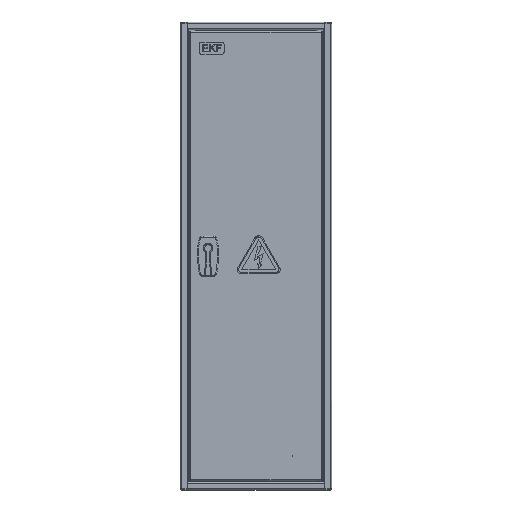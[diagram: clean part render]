
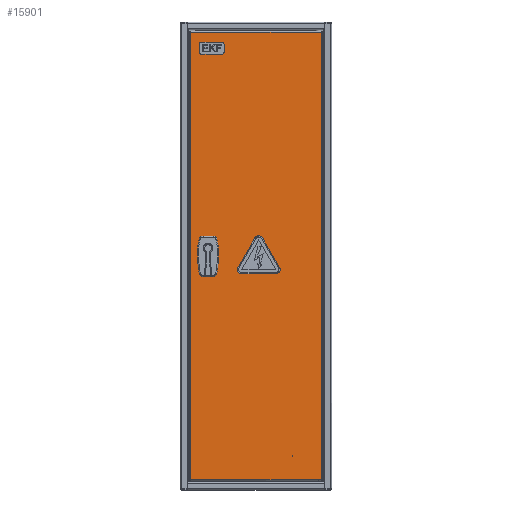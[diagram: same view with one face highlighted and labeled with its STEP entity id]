
A CAD part, top view. The second image highlights one B-rep face of the part: STEP entity #15901.
In plain terms, the highlighted planar face has unit normal (0, 0, 1).
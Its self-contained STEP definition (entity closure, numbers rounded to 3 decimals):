
#2796 = CARTESIAN_POINT ( 'NONE',  ( -216.339, -466.527, -155.572 ) ) ;
#3491 = EDGE_CURVE ( 'NONE', #74813, #53809, #43703, .T. ) ;
#5986 = CARTESIAN_POINT ( 'NONE',  ( 48.961, -467.273, -155.572 ) ) ;
#7392 = DIRECTION ( 'NONE',  ( 0., 1., 0. ) ) ;
#7400 = LINE ( 'NONE', #79241, #33354 ) ;
#8367 = CARTESIAN_POINT ( 'NONE',  ( -216.339, 442.273, -155.572 ) ) ;
#8664 = CARTESIAN_POINT ( 'NONE',  ( -83.689, -12.127, -155.572 ) ) ;
#11092 = DIRECTION ( 'NONE',  ( -1., 0., 0. ) ) ;
#13164 = DIRECTION ( 'NONE',  ( 1., 0., 0. ) ) ;
#13866 = VERTEX_POINT ( 'NONE', #2796 ) ;
#15901 = ADVANCED_FACE ( 'NONE', ( #45913, #40746 ), #48432, .T. ) ;
#15994 = AXIS2_PLACEMENT_3D ( 'NONE', #8664, #42030, #55930 ) ;
#16048 = DIRECTION ( 'NONE',  ( 0., -1., 0. ) ) ;
#16655 = ORIENTED_EDGE ( 'NONE', *, *, #67089, .T. ) ;
#18988 = CARTESIAN_POINT ( 'NONE',  ( 48.961, -466.527, -155.572 ) ) ;
#21201 = EDGE_CURVE ( 'NONE', #33934, #74813, #76251, .T. ) ;
#23696 = ORIENTED_EDGE ( 'NONE', *, *, #38387, .F. ) ;
#25891 = VERTEX_POINT ( 'NONE', #18988 ) ;
#26210 = VECTOR ( 'NONE', #36926, 1000. ) ;
#27086 = LINE ( 'NONE', #5986, #75771 ) ;
#27349 = VERTEX_POINT ( 'NONE', #51054 ) ;
#29854 = CARTESIAN_POINT ( 'NONE',  ( -168.439, -37.127, -155.572 ) ) ;
#29997 = CARTESIAN_POINT ( 'NONE',  ( -193.439, 12.873, -155.572 ) ) ;
#30731 = ORIENTED_EDGE ( 'NONE', *, *, #80419, .T. ) ;
#31824 = VERTEX_POINT ( 'NONE', #48408 ) ;
#32825 = LINE ( 'NONE', #51457, #66036 ) ;
#33354 = VECTOR ( 'NONE', #13164, 1000. ) ;
#33759 = ORIENTED_EDGE ( 'NONE', *, *, #62597, .T. ) ;
#33934 = VERTEX_POINT ( 'NONE', #29997 ) ;
#34806 = VECTOR ( 'NONE', #16048, 1000. ) ;
#34858 = EDGE_LOOP ( 'NONE', ( #23696, #59358, #67061, #46031 ) ) ;
#34879 = VERTEX_POINT ( 'NONE', #8367 ) ;
#35134 = EDGE_CURVE ( 'NONE', #27349, #33934, #32825, .T. ) ;
#35895 = DIRECTION ( 'NONE',  ( 1., 0., 0. ) ) ;
#36397 = CARTESIAN_POINT ( 'NONE',  ( -193.439, 12.873, -155.572 ) ) ;
#36926 = DIRECTION ( 'NONE',  ( 0., -1., 0. ) ) ;
#38387 = EDGE_CURVE ( 'NONE', #53809, #27349, #60864, .T. ) ;
#40746 = FACE_OUTER_BOUND ( 'NONE', #81749, .T. ) ;
#42030 = DIRECTION ( 'NONE',  ( 0., 0., 1. ) ) ;
#43235 = VECTOR ( 'NONE', #7392, 1000. ) ;
#43703 = LINE ( 'NONE', #75541, #79905 ) ;
#43853 = LINE ( 'NONE', #56908, #26210 ) ;
#45479 = DIRECTION ( 'NONE',  ( -1., 0., 0. ) ) ;
#45913 = FACE_BOUND ( 'NONE', #34858, .T. ) ;
#46031 = ORIENTED_EDGE ( 'NONE', *, *, #35134, .F. ) ;
#48408 = CARTESIAN_POINT ( 'NONE',  ( 48.961, 442.273, -155.572 ) ) ;
#48432 = PLANE ( 'NONE',  #15994 ) ;
#49438 = ORIENTED_EDGE ( 'NONE', *, *, #82673, .T. ) ;
#51054 = CARTESIAN_POINT ( 'NONE',  ( -168.439, 12.873, -155.572 ) ) ;
#51457 = CARTESIAN_POINT ( 'NONE',  ( -193.439, 12.873, -155.572 ) ) ;
#52701 = CARTESIAN_POINT ( 'NONE',  ( 49.708, 442.273, -155.572 ) ) ;
#53809 = VERTEX_POINT ( 'NONE', #29854 ) ;
#55930 = DIRECTION ( 'NONE',  ( 1., 0., 0. ) ) ;
#56908 = CARTESIAN_POINT ( 'NONE',  ( -216.339, 443.02, -155.572 ) ) ;
#59358 = ORIENTED_EDGE ( 'NONE', *, *, #3491, .F. ) ;
#60864 = LINE ( 'NONE', #67741, #43235 ) ;
#62597 = EDGE_CURVE ( 'NONE', #31824, #34879, #76825, .T. ) ;
#66036 = VECTOR ( 'NONE', #11092, 1000. ) ;
#67061 = ORIENTED_EDGE ( 'NONE', *, *, #21201, .F. ) ;
#67089 = EDGE_CURVE ( 'NONE', #34879, #13866, #43853, .T. ) ;
#67741 = CARTESIAN_POINT ( 'NONE',  ( -168.439, 12.873, -155.572 ) ) ;
#72345 = DIRECTION ( 'NONE',  ( 0., 1., 0. ) ) ;
#74813 = VERTEX_POINT ( 'NONE', #76115 ) ;
#75541 = CARTESIAN_POINT ( 'NONE',  ( -193.439, -37.127, -155.572 ) ) ;
#75771 = VECTOR ( 'NONE', #72345, 1000. ) ;
#76115 = CARTESIAN_POINT ( 'NONE',  ( -193.439, -37.127, -155.572 ) ) ;
#76251 = LINE ( 'NONE', #36397, #34806 ) ;
#76825 = LINE ( 'NONE', #52701, #78921 ) ;
#78921 = VECTOR ( 'NONE', #45479, 1000. ) ;
#79241 = CARTESIAN_POINT ( 'NONE',  ( -217.085, -466.527, -155.572 ) ) ;
#79905 = VECTOR ( 'NONE', #35895, 1000. ) ;
#80419 = EDGE_CURVE ( 'NONE', #25891, #31824, #27086, .T. ) ;
#81749 = EDGE_LOOP ( 'NONE', ( #33759, #16655, #49438, #30731 ) ) ;
#82673 = EDGE_CURVE ( 'NONE', #13866, #25891, #7400, .T. ) ;
